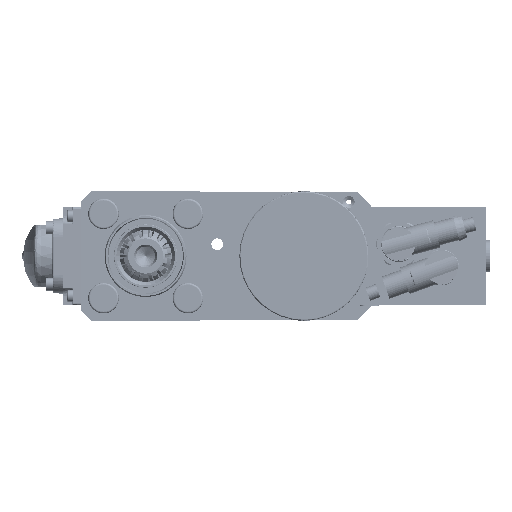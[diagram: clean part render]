
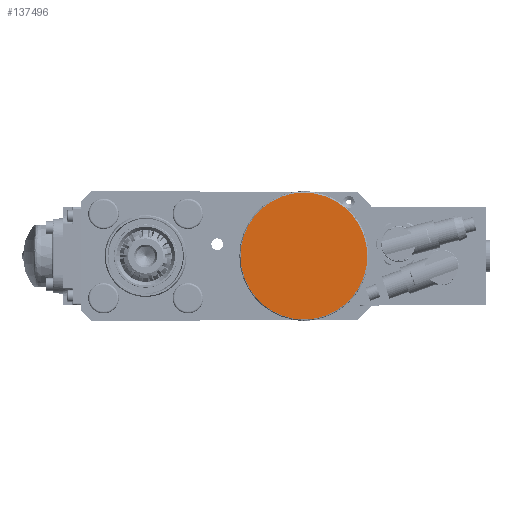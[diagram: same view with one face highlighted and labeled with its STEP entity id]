
A CAD part, left-side view. The second image highlights one B-rep face of the part: STEP entity #137496.
In plain terms, the highlighted planar face has unit normal (-1, 0, 0).
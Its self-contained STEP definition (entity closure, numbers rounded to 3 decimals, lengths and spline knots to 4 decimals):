
#8417=PLANE('',#150817);
#38176=FACE_OUTER_BOUND('',#45715,.T.);
#45715=EDGE_LOOP('',(#125072,#125073));
#52044=CIRCLE('',#150814,2.7);
#52046=CIRCLE('',#150816,2.7);
#65265=VERTEX_POINT('',#286674);
#65266=VERTEX_POINT('',#286675);
#85226=EDGE_CURVE('',#65265,#65266,#52044,.T.);
#85228=EDGE_CURVE('',#65266,#65265,#52046,.T.);
#125072=ORIENTED_EDGE('',*,*,#85226,.F.);
#125073=ORIENTED_EDGE('',*,*,#85228,.F.);
#137496=ADVANCED_FACE('',(#38176),#8417,.T.);
#150814=AXIS2_PLACEMENT_3D('',#286676,#188008,#188009);
#150816=AXIS2_PLACEMENT_3D('',#286678,#188012,#188013);
#150817=AXIS2_PLACEMENT_3D('',#286679,#188014,#188015);
#188008=DIRECTION('center_axis',(1.,0.,0.));
#188009=DIRECTION('ref_axis',(0.,0.,
1.));
#188012=DIRECTION('center_axis',(1.,0.,0.));
#188013=DIRECTION('ref_axis',(0.,0.,
1.));
#188014=DIRECTION('center_axis',(-1.,0.,0.));
#188015=DIRECTION('ref_axis',(0.,0.,
1.));
#286674=CARTESIAN_POINT('',(15.3,-6.7031,2.6997));
#286675=CARTESIAN_POINT('',(15.3,-6.7769,-2.6997));
#286676=CARTESIAN_POINT('Origin',(15.3,-6.74,0.));
#286678=CARTESIAN_POINT('Origin',(15.3,-6.74,0.));
#286679=CARTESIAN_POINT('Origin',(15.3,-6.74,0.));
